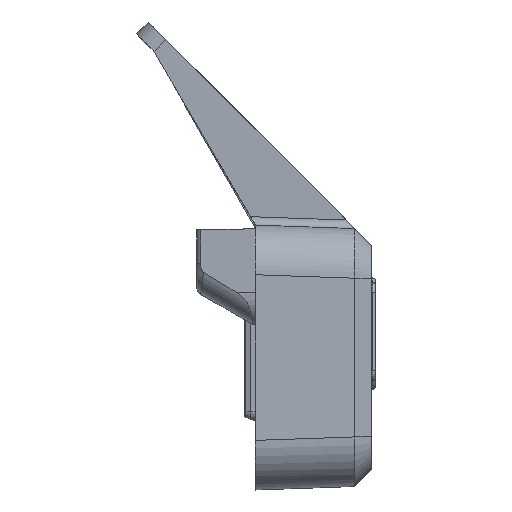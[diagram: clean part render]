
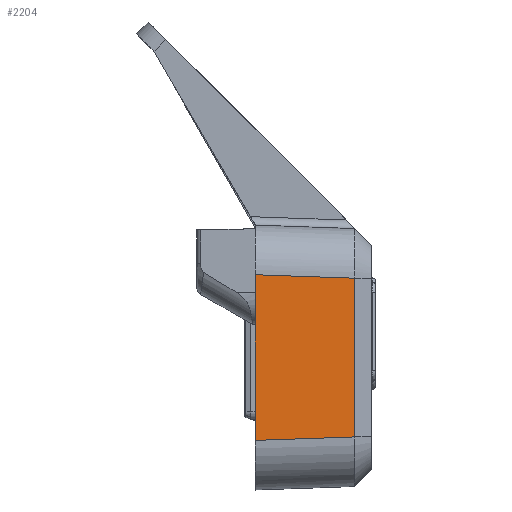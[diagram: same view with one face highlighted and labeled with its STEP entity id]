
A CAD part, left-side view. The second image highlights one B-rep face of the part: STEP entity #2204.
In plain terms, the highlighted planar face has unit normal (-0.999, -0.044, 0).
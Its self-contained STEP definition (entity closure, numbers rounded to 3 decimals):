
#688 = DIRECTION ( 'NONE',  ( 0., 0., -1. ) ) ;
#1034 = VECTOR ( 'NONE', #8336, 1000. ) ;
#1335 = VECTOR ( 'NONE', #13788, 1000. ) ;
#1357 = CARTESIAN_POINT ( 'NONE',  ( -74.471, 2.005, -20.898 ) ) ;
#1370 = CARTESIAN_POINT ( 'NONE',  ( -74.471, 2.005, -1.724 ) ) ;
#1639 = ORIENTED_EDGE ( 'NONE', *, *, #4168, .T. ) ;
#2204 = ADVANCED_FACE ( 'NONE', ( #7488 ), #5087, .T. ) ;
#3228 = LINE ( 'NONE', #8428, #1034 ) ;
#3264 = ORIENTED_EDGE ( 'NONE', *, *, #7167, .T. ) ;
#3895 = AXIS2_PLACEMENT_3D ( 'NONE', #12743, #7257, #688 ) ;
#4090 = EDGE_CURVE ( 'NONE', #5927, #5586, #3228, .T. ) ;
#4168 = EDGE_CURVE ( 'NONE', #9342, #5927, #13865, .T. ) ;
#4319 = CARTESIAN_POINT ( 'NONE',  ( -75., 14., -21.317 ) ) ;
#4856 = ORIENTED_EDGE ( 'NONE', *, *, #9082, .T. ) ;
#5037 = EDGE_LOOP ( 'NONE', ( #7968, #3264, #4856, #1639 ) ) ;
#5087 = PLANE ( 'NONE',  #3895 ) ;
#5586 = VERTEX_POINT ( 'NONE', #4319 ) ;
#5927 = VERTEX_POINT ( 'NONE', #7073 ) ;
#6082 = CARTESIAN_POINT ( 'NONE',  ( -74.736, 8.003, -1.515 ) ) ;
#6221 = DIRECTION ( 'NONE',  ( -0.044, 0.998, 0.035 ) ) ;
#7073 = CARTESIAN_POINT ( 'NONE',  ( -75., 14., -1.306 ) ) ;
#7167 = EDGE_CURVE ( 'NONE', #5586, #10414, #9735, .T. ) ;
#7257 = DIRECTION ( 'NONE',  ( -0.999, -0.044, 0. ) ) ;
#7488 = FACE_OUTER_BOUND ( 'NONE', #5037, .T. ) ;
#7968 = ORIENTED_EDGE ( 'NONE', *, *, #4090, .T. ) ;
#8120 = VECTOR ( 'NONE', #8601, 1000. ) ;
#8336 = DIRECTION ( 'NONE',  ( 0., 0., -1. ) ) ;
#8428 = CARTESIAN_POINT ( 'NONE',  ( -75., 14., -11.311 ) ) ;
#8601 = DIRECTION ( 'NONE',  ( 0., 0., 1. ) ) ;
#9082 = EDGE_CURVE ( 'NONE', #10414, #9342, #11694, .T. ) ;
#9342 = VERTEX_POINT ( 'NONE', #1370 ) ;
#9412 = CARTESIAN_POINT ( 'NONE',  ( -74.736, 8.003, -21.107 ) ) ;
#9735 = LINE ( 'NONE', #9412, #1335 ) ;
#9771 = VECTOR ( 'NONE', #6221, 1000. ) ;
#10414 = VERTEX_POINT ( 'NONE', #1357 ) ;
#11694 = LINE ( 'NONE', #12992, #8120 ) ;
#12743 = CARTESIAN_POINT ( 'NONE',  ( -75., 14., -1.306 ) ) ;
#12992 = CARTESIAN_POINT ( 'NONE',  ( -74.471, 2.005, -11.311 ) ) ;
#13788 = DIRECTION ( 'NONE',  ( 0.044, -0.998, 0.035 ) ) ;
#13865 = LINE ( 'NONE', #6082, #9771 ) ;
